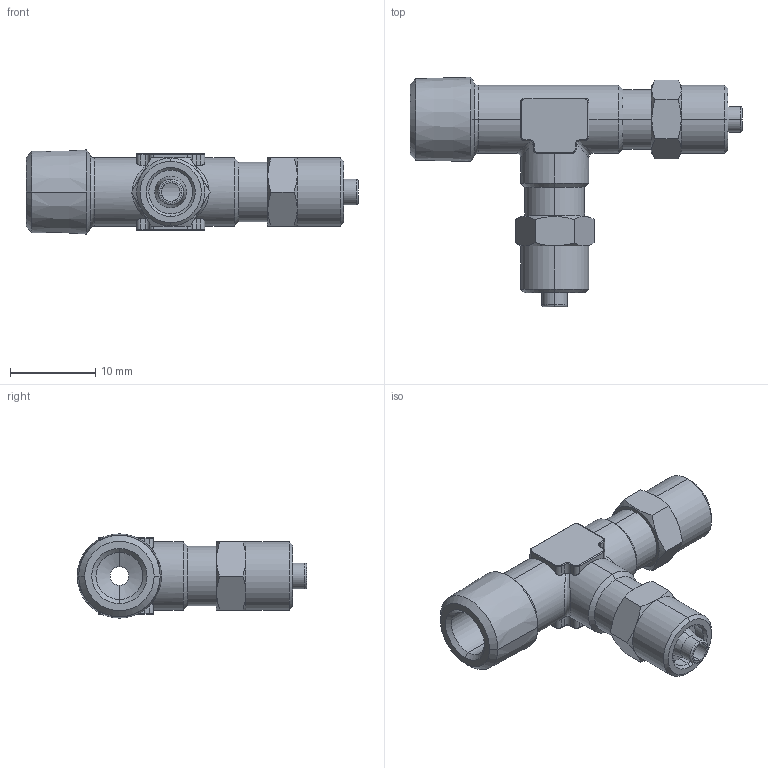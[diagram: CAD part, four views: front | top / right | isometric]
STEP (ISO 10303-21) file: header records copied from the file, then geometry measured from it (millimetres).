
FILE_DESCRIPTION (( 'STEP AP203' ), '1' );
FILE_NAME ('02119021.STEP', '2011-09-29T12:01:40', ( '' ), ( 'sopra-pneumatic' ), 'SwSTEP 2.0', 'SolidWorks 2011', '' );
FILE_SCHEMA (( 'CONFIG_CONTROL_DESIGN' ));
Length unit declared in the file: millimetre
Products named in the file (1): 02119021
Bounding box: 39 x 26.95 x 9.89 mm (x, y, z)
Volume: 2187.5 mm3; surface area: 2343.8 mm2
Topology: 1 solids, 1 shells, 164 faces, 384 edges, 228 vertices
Faces by surface type: cylinder 59, cone 42, plane 39, torus 22, bspline 2
Entity records: 5081 total; most frequent: CARTESIAN_POINT 1279, DIRECTION 810, ORIENTED_EDGE 768, EDGE_CURVE 384, AXIS2_PLACEMENT_3D 333, VERTEX_POINT 228, EDGE_LOOP 174, CIRCLE 170
